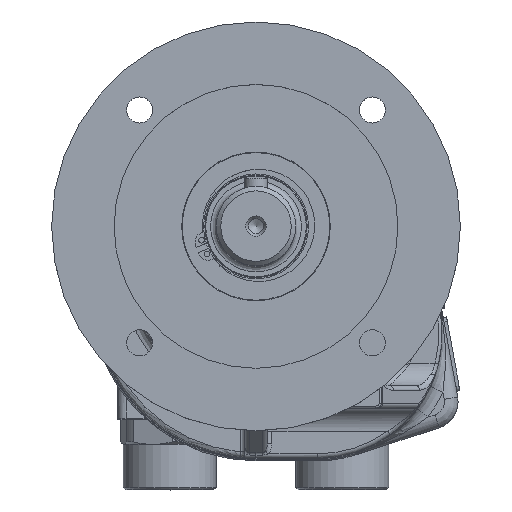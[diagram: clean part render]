
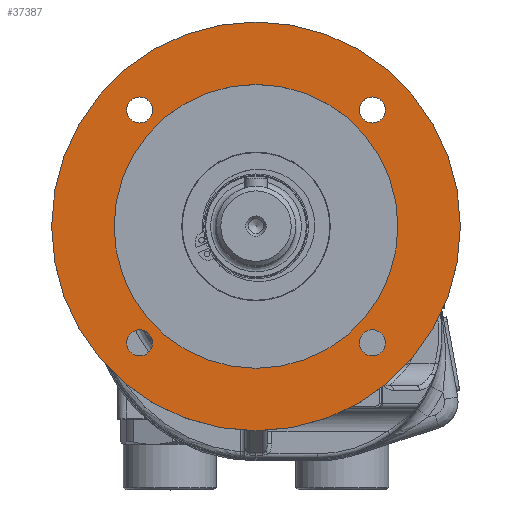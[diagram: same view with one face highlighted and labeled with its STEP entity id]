
A CAD part, top view. The second image highlights one B-rep face of the part: STEP entity #37387.
In plain terms, the highlighted planar face has unit normal (0, 0, 1).
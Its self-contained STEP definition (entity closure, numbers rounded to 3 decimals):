
#37312=CARTESIAN_POINT('',(0.,78.08,240.65));
#37313=VERTEX_POINT('',#37312);
#37314=CARTESIAN_POINT('',(0.,15.58,240.65));
#37315=DIRECTION('',(0.0,0.0,-1.0));
#37316=DIRECTION('',(0.0,1.0,0.0));
#37317=AXIS2_PLACEMENT_3D('',#37314,#37315,#37316);
#37318=CIRCLE('',#37317,62.5);
#37319=EDGE_CURVE('',#37313,#37313,#37318,.T.);
#37324=CARTESIAN_POINT('',(0.,91.83,240.65));
#37325=DIRECTION('',(0.0,0.0,-1.0));
#37326=DIRECTION('',(-1.0,0.0,0.0));
#37327=AXIS2_PLACEMENT_3D('',#37324,#37325,#37326);
#37328=PLANE('',#37327);
#37329=CARTESIAN_POINT('',(0.,105.58,240.65));
#37330=VERTEX_POINT('',#37329);
#37331=CARTESIAN_POINT('',(0.,15.58,240.65));
#37332=DIRECTION('',(0.0,0.0,-1.0));
#37333=DIRECTION('',(0.0,1.0,0.0));
#37334=AXIS2_PLACEMENT_3D('',#37331,#37332,#37333);
#37335=CIRCLE('',#37334,90.);
#37336=EDGE_CURVE('',#37330,#37330,#37335,.T.);
#37337=ORIENTED_EDGE('',*,*,#37336,.F.);
#37338=EDGE_LOOP('',(#37337));
#37339=FACE_OUTER_BOUND('',#37338,.T.);
#37340=CARTESIAN_POINT('',(-45.515,-35.685,240.65));
#37341=VERTEX_POINT('',#37340);
#37342=CARTESIAN_POINT('',(-51.265,-35.685,240.65));
#37343=DIRECTION('',(0.0,0.0,-1.0));
#37344=DIRECTION('',(-1.0,0.0,0.0));
#37345=AXIS2_PLACEMENT_3D('',#37342,#37343,#37344);
#37346=CIRCLE('',#37345,5.75);
#37347=EDGE_CURVE('',#37341,#37341,#37346,.T.);
#37348=ORIENTED_EDGE('',*,*,#37347,.T.);
#37349=EDGE_LOOP('',(#37348));
#37350=FACE_BOUND('',#37349,.T.);
#37351=CARTESIAN_POINT('',(51.265,-29.935,240.65));
#37352=VERTEX_POINT('',#37351);
#37353=CARTESIAN_POINT('',(51.265,-35.685,240.65));
#37354=DIRECTION('',(0.0,0.0,-1.0));
#37355=DIRECTION('',(0.0,-1.0,0.0));
#37356=AXIS2_PLACEMENT_3D('',#37353,#37354,#37355);
#37357=CIRCLE('',#37356,5.75);
#37358=EDGE_CURVE('',#37352,#37352,#37357,.T.);
#37359=ORIENTED_EDGE('',*,*,#37358,.T.);
#37360=EDGE_LOOP('',(#37359));
#37361=FACE_BOUND('',#37360,.T.);
#37362=CARTESIAN_POINT('',(45.515,66.845,240.65));
#37363=VERTEX_POINT('',#37362);
#37364=CARTESIAN_POINT('',(51.265,66.845,240.65));
#37365=DIRECTION('',(0.0,0.0,-1.0));
#37366=DIRECTION('',(1.0,0.0,0.0));
#37367=AXIS2_PLACEMENT_3D('',#37364,#37365,#37366);
#37368=CIRCLE('',#37367,5.75);
#37369=EDGE_CURVE('',#37363,#37363,#37368,.T.);
#37370=ORIENTED_EDGE('',*,*,#37369,.T.);
#37371=EDGE_LOOP('',(#37370));
#37372=FACE_BOUND('',#37371,.T.);
#37373=CARTESIAN_POINT('',(-51.265,61.095,240.65));
#37374=VERTEX_POINT('',#37373);
#37375=CARTESIAN_POINT('',(-51.265,66.845,240.65));
#37376=DIRECTION('',(0.0,0.0,-1.0));
#37377=DIRECTION('',(0.0,1.0,0.0));
#37378=AXIS2_PLACEMENT_3D('',#37375,#37376,#37377);
#37379=CIRCLE('',#37378,5.75);
#37380=EDGE_CURVE('',#37374,#37374,#37379,.T.);
#37381=ORIENTED_EDGE('',*,*,#37380,.T.);
#37382=EDGE_LOOP('',(#37381));
#37383=FACE_BOUND('',#37382,.T.);
#37384=ORIENTED_EDGE('',*,*,#37319,.T.);
#37385=EDGE_LOOP('',(#37384));
#37386=FACE_BOUND('',#37385,.T.);
#37387=ADVANCED_FACE('',(#37339,#37350,#37361,#37372,#37383,#37386),#37328,.F.);
